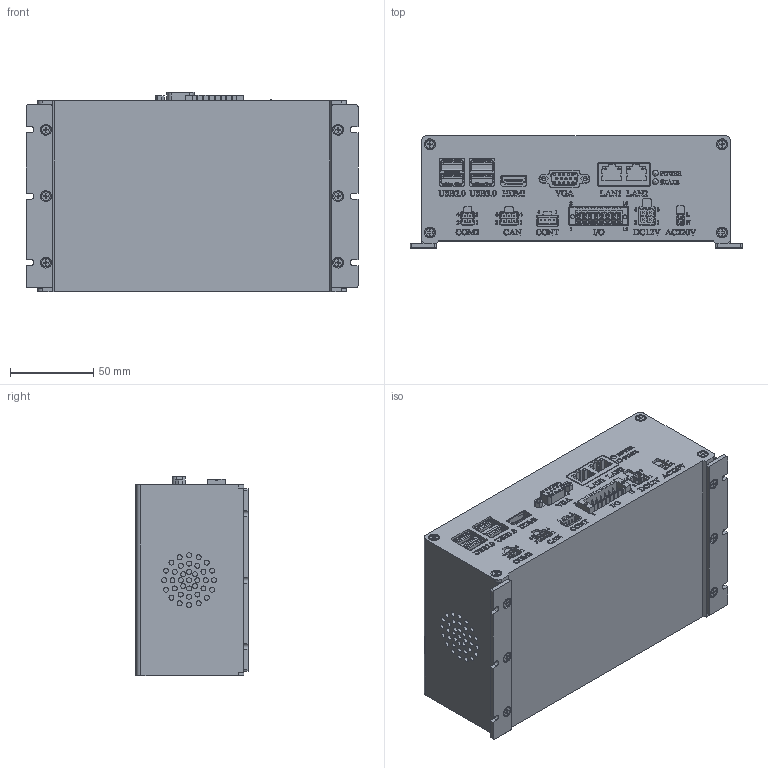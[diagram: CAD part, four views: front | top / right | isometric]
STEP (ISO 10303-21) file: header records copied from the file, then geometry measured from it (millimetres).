
FILE_DESCRIPTION (( 'STEP AP214' ), '1' );
FILE_NAME ('MiNi碟俋楷耀倰.STEP', '2022-12-18T08:41:44', ( '' ), ( '' ), 'SwSTEP 2.0', 'SolidWorks 2018', '' );
FILE_SCHEMA (( 'AUTOMOTIVE_DESIGN' ));
Length unit declared in the file: millimetre
Products named in the file (4): MiNi碟俋楷耀倰; MiNi碟翋极; 坋趼麥芛M3X12; 假蚾蛌諉啣
Assembly tree (9 placements, depth 2):
  MiNi碟俋楷耀倰
    MiNi碟翋极
    假蚾蛌諉啣  x2
    坋趼麥芛M3X12  x6
Bounding box: 200 x 67.5 x 120.02 mm (x, y, z)
Volume: 1354965.5 mm3; surface area: 105723.6 mm2
Topology: 9 solids, 15 shells, 5160 faces, 14082 edges, 9263 vertices
Faces by surface type: plane 3452, bspline 909, cylinder 678, cone 84, torus 35, sphere 2
Entity records: 233555 total; most frequent: CARTESIAN_POINT 75087, ORIENTED_EDGE 27264, DIRECTION 20024, EDGE_CURVE 13632, VECTOR 9700, LINE 9700, VERTEX_POINT 8991, EDGE_LOOP 5393
